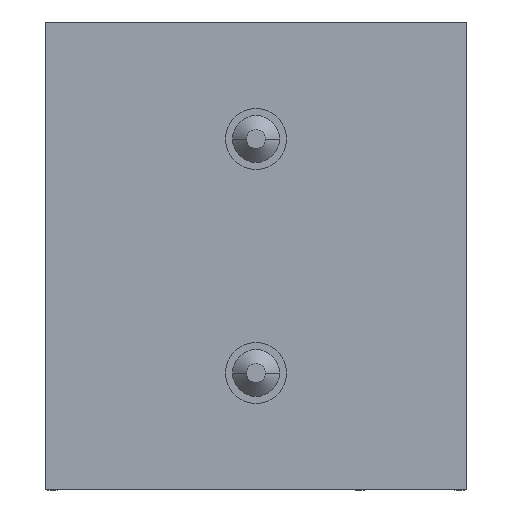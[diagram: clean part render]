
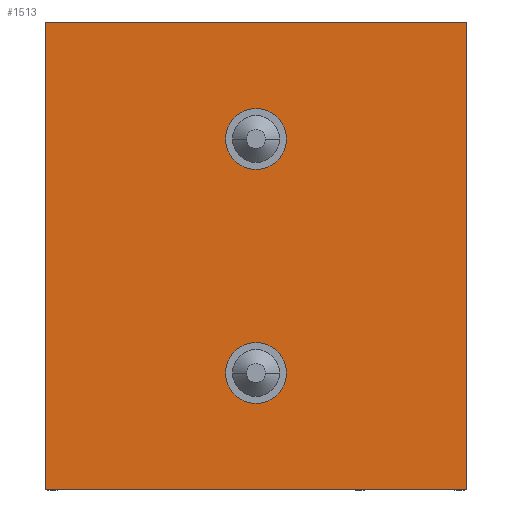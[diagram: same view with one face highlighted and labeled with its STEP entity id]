
A CAD part, front view. The second image highlights one B-rep face of the part: STEP entity #1513.
In plain terms, the highlighted free-form (B-spline) face has degree [1, 1] with [2, 2] control points.
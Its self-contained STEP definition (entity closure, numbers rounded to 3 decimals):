
#1173=VERTEX_POINT('',#3288);
#1351=EDGE_CURVE('',#1173,#2483,#3487,.T.);
#1467=VERTEX_POINT('',#3608);
#1513=ADVANCED_FACE('',(#3659,#3660,#3661),#3662,.F.);
#1611=VERTEX_POINT('',#3772);
#1623=EDGE_CURVE('',#2965,#2269,#3789,.T.);
#1891=EDGE_CURVE('',#2269,#2965,#4074,.T.);
#2043=EDGE_CURVE('',#1467,#2923,#4235,.T.);
#2145=EDGE_CURVE('',#1467,#1173,#4344,.T.);
#2269=VERTEX_POINT('',#4481);
#2383=EDGE_CURVE('',#1611,#2495,#4609,.T.);
#2483=VERTEX_POINT('',#4721);
#2495=VERTEX_POINT('',#4734);
#2783=EDGE_CURVE('',#2495,#1611,#5058,.T.);
#2923=VERTEX_POINT('',#5215);
#2965=VERTEX_POINT('',#5261);
#3005=EDGE_CURVE('',#2923,#2483,#5305,.T.);
#3288=CARTESIAN_POINT('',(46.199,15.553,18.948));
#3487=LINE('',#6479,#6480);
#3608=CARTESIAN_POINT('',(55.199,15.553,18.948));
#3659=FACE_OUTER_BOUND('',#6928,.T.);
#3660=FACE_BOUND('',#6929,.T.);
#3661=FACE_BOUND('',#6930,.T.);
#3662=B_SPLINE_SURFACE_WITH_KNOTS('',1,1,((#6931,#6932),(#6933,#6934)),.UNSPECIFIED.,.F.,.F.,.F.,(2,2),(2,2),(0.0,9.),(0.0,10.),.UNSPECIFIED.);
#3772=CARTESIAN_POINT('',(51.349,15.553,16.447));
#3789=CIRCLE('',#7358,0.65);
#4074=CIRCLE('',#7964,0.65);
#4235=LINE('',#8348,#8349);
#4344=LINE('',#8579,#8580);
#4481=CARTESIAN_POINT('',(50.049,15.553,11.447));
#4609=CIRCLE('',#9268,0.65);
#4721=CARTESIAN_POINT('',(46.199,15.553,8.948));
#4734=CARTESIAN_POINT('',(50.049,15.553,16.447));
#5058=CIRCLE('',#10921,0.65);
#5215=CARTESIAN_POINT('',(55.199,15.553,8.948));
#5261=CARTESIAN_POINT('',(51.349,15.553,11.447));
#5305=LINE('',#11525,#11526);
#6479=CARTESIAN_POINT('',(46.199,15.553,9.598));
#6480=VECTOR('',#12354,1.0);
#6928=EDGE_LOOP('',(#12488,#12489,#12490,#12491));
#6929=EDGE_LOOP('',(#12492,#12493));
#6930=EDGE_LOOP('',(#12494,#12495));
#6931=CARTESIAN_POINT('',(46.199,15.553,18.948));
#6932=CARTESIAN_POINT('',(46.199,15.553,8.948));
#6933=CARTESIAN_POINT('',(55.199,15.553,18.948));
#6934=CARTESIAN_POINT('',(55.199,15.553,8.948));
#7358=AXIS2_PLACEMENT_3D('',#12622,#12623,#12624);
#7964=AXIS2_PLACEMENT_3D('',#12872,#12873,#12874);
#8348=CARTESIAN_POINT('',(55.199,15.553,9.598));
#8349=VECTOR('',#12987,1.0);
#8579=CARTESIAN_POINT('',(49.463,15.553,18.948));
#8580=VECTOR('',#13080,1.0);
#9268=AXIS2_PLACEMENT_3D('',#13292,#13293,#13294);
#10921=AXIS2_PLACEMENT_3D('',#13708,#13709,#13710);
#11525=CARTESIAN_POINT('',(49.463,15.553,8.948));
#11526=VECTOR('',#13952,1.0);
#12354=DIRECTION('',(0.0,0.,-1.0));
#12488=ORIENTED_EDGE('',*,*,#1351,.T.);
#12489=ORIENTED_EDGE('',*,*,#3005,.F.);
#12490=ORIENTED_EDGE('',*,*,#2043,.F.);
#12491=ORIENTED_EDGE('',*,*,#2145,.T.);
#12492=ORIENTED_EDGE('',*,*,#1623,.F.);
#12493=ORIENTED_EDGE('',*,*,#1891,.F.);
#12494=ORIENTED_EDGE('',*,*,#2383,.F.);
#12495=ORIENTED_EDGE('',*,*,#2783,.F.);
#12622=CARTESIAN_POINT('',(50.699,15.553,11.447));
#12623=DIRECTION('',(0.0,-1.0,0.));
#12624=DIRECTION('',(-1.0,0.0,0.0));
#12872=CARTESIAN_POINT('',(50.699,15.553,11.447));
#12873=DIRECTION('',(0.0,-1.0,0.));
#12874=DIRECTION('',(-1.0,0.0,0.0));
#12987=DIRECTION('',(0.0,0.,-1.0));
#13080=DIRECTION('',(-1.0,0.0,0.0));
#13292=CARTESIAN_POINT('',(50.699,15.553,16.447));
#13293=DIRECTION('',(0.0,-1.0,0.));
#13294=DIRECTION('',(-1.0,0.0,0.0));
#13708=CARTESIAN_POINT('',(50.699,15.553,16.447));
#13709=DIRECTION('',(0.0,-1.0,0.));
#13710=DIRECTION('',(-1.0,0.0,0.0));
#13952=DIRECTION('',(-1.0,0.0,0.0));
